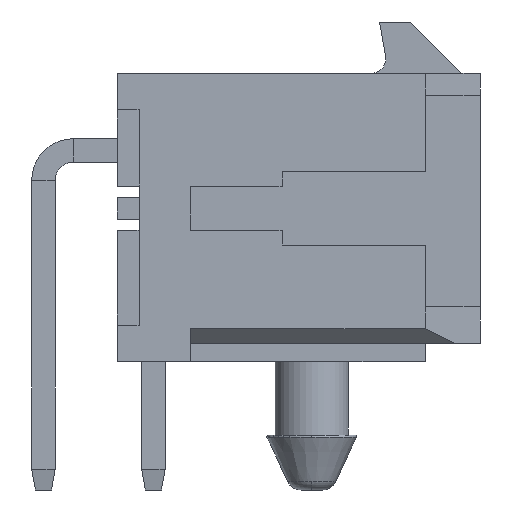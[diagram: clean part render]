
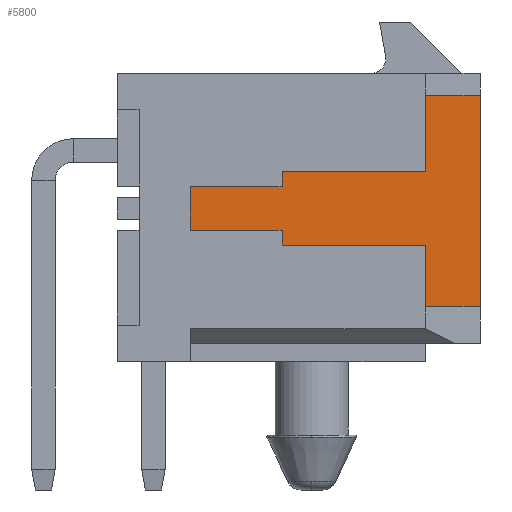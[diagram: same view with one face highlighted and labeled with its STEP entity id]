
A CAD part, left-side view. The second image highlights one B-rep face of the part: STEP entity #5800.
In plain terms, the highlighted planar face has unit normal (-1, 0, 0).
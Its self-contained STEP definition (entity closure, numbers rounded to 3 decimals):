
#189 = CARTESIAN_POINT ( 'NONE',  ( -1.825, -7.42, 6.77 ) ) ;
#351 = CARTESIAN_POINT ( 'NONE',  ( -1.825, -0.51, 4.285 ) ) ;
#376 = DIRECTION ( 'NONE',  ( 0., 1., 0. ) ) ;
#915 = CARTESIAN_POINT ( 'NONE',  ( -1.825, -1.01, 3.085 ) ) ;
#1026 = EDGE_CURVE ( 'NONE', #13972, #18776, #13126, .T. ) ;
#1498 = VECTOR ( 'NONE', #376, 1000. ) ;
#1614 = EDGE_CURVE ( 'NONE', #9913, #17524, #17243, .T. ) ;
#1888 = ORIENTED_EDGE ( 'NONE', *, *, #9970, .F. ) ;
#2111 = EDGE_CURVE ( 'NONE', #14614, #2265, #17266, .T. ) ;
#2135 = VECTOR ( 'NONE', #9906, 1000. ) ;
#2265 = VERTEX_POINT ( 'NONE', #351 ) ;
#2531 = CARTESIAN_POINT ( 'NONE',  ( -1.825, -7.42, 6.77 ) ) ;
#2758 = CARTESIAN_POINT ( 'NONE',  ( -1.825, -3.51, 2.685 ) ) ;
#2778 = ORIENTED_EDGE ( 'NONE', *, *, #13449, .T. ) ;
#3139 = ORIENTED_EDGE ( 'NONE', *, *, #12077, .F. ) ;
#3596 = CARTESIAN_POINT ( 'NONE',  ( -1.825, -7.42, 6.77 ) ) ;
#3694 = FACE_OUTER_BOUND ( 'NONE', #4487, .T. ) ;
#3757 = VECTOR ( 'NONE', #11105, 1000. ) ;
#4217 = CARTESIAN_POINT ( 'NONE',  ( -1.825, -0.51, 3.085 ) ) ;
#4279 = CARTESIAN_POINT ( 'NONE',  ( -1.825, -7.42, 6.77 ) ) ;
#4410 = EDGE_CURVE ( 'NONE', #14845, #16296, #11715, .T. ) ;
#4487 = EDGE_LOOP ( 'NONE', ( #18782, #2778, #11250, #17602, #12680, #5915, #10189, #3139, #1888, #9303, #4562, #16232 ) ) ;
#4562 = ORIENTED_EDGE ( 'NONE', *, *, #14085, .T. ) ;
#4691 = CARTESIAN_POINT ( 'NONE',  ( -1.825, -7.42, 4.685 ) ) ;
#4707 = CARTESIAN_POINT ( 'NONE',  ( -1.825, -3.51, 4.685 ) ) ;
#5108 = EDGE_CURVE ( 'NONE', #7692, #2265, #12324, .T. ) ;
#5528 = LINE ( 'NONE', #4279, #12471 ) ;
#5800 = ADVANCED_FACE ( 'NONE', ( #3694 ), #9492, .F. ) ;
#5853 = CARTESIAN_POINT ( 'NONE',  ( -1.825, -7.42, 6.77 ) ) ;
#5915 = ORIENTED_EDGE ( 'NONE', *, *, #13491, .T. ) ;
#6440 = CARTESIAN_POINT ( 'NONE',  ( -1.825, -7.42, 1. ) ) ;
#6468 = DIRECTION ( 'NONE',  ( 0., -1., 0. ) ) ;
#6583 = VERTEX_POINT ( 'NONE', #16149 ) ;
#7692 = VERTEX_POINT ( 'NONE', #4217 ) ;
#8021 = CARTESIAN_POINT ( 'NONE',  ( -1.825, -3.51, 2.685 ) ) ;
#8280 = CARTESIAN_POINT ( 'NONE',  ( -1.825, -3.51, 3.085 ) ) ;
#8483 = VECTOR ( 'NONE', #18439, 1000. ) ;
#8526 = VECTOR ( 'NONE', #11976, 1000. ) ;
#8871 = CARTESIAN_POINT ( 'NONE',  ( -1.825, -7.42, 1. ) ) ;
#8984 = VECTOR ( 'NONE', #16689, 1000. ) ;
#9303 = ORIENTED_EDGE ( 'NONE', *, *, #1026, .T. ) ;
#9322 = CARTESIAN_POINT ( 'NONE',  ( -1.825, -8.92, 6.77 ) ) ;
#9413 = VECTOR ( 'NONE', #14148, 1000. ) ;
#9475 = DIRECTION ( 'NONE',  ( 0., -1., 0. ) ) ;
#9492 = PLANE ( 'NONE',  #9568 ) ;
#9497 = LINE ( 'NONE', #3596, #13334 ) ;
#9554 = VERTEX_POINT ( 'NONE', #5853 ) ;
#9568 = AXIS2_PLACEMENT_3D ( 'NONE', #2531, #18320, #14051 ) ;
#9906 = DIRECTION ( 'NONE',  ( 0., 0., -1. ) ) ;
#9913 = VERTEX_POINT ( 'NONE', #8280 ) ;
#9970 = EDGE_CURVE ( 'NONE', #13972, #9554, #5528, .T. ) ;
#10189 = ORIENTED_EDGE ( 'NONE', *, *, #12524, .T. ) ;
#10430 = LINE ( 'NONE', #14716, #14271 ) ;
#10896 = CARTESIAN_POINT ( 'NONE',  ( -1.825, -0.51, 6.77 ) ) ;
#11105 = DIRECTION ( 'NONE',  ( 0., 0., -1. ) ) ;
#11233 = LINE ( 'NONE', #18441, #2135 ) ;
#11250 = ORIENTED_EDGE ( 'NONE', *, *, #1614, .T. ) ;
#11579 = CARTESIAN_POINT ( 'NONE',  ( -1.825, -7.42, 2.685 ) ) ;
#11715 = LINE ( 'NONE', #189, #8526 ) ;
#11837 = EDGE_CURVE ( 'NONE', #17524, #16296, #12935, .T. ) ;
#11861 = VECTOR ( 'NONE', #9475, 1000. ) ;
#11976 = DIRECTION ( 'NONE',  ( 0., 0., 1. ) ) ;
#12077 = EDGE_CURVE ( 'NONE', #9554, #16643, #9497, .T. ) ;
#12324 = LINE ( 'NONE', #10896, #8984 ) ;
#12409 = LINE ( 'NONE', #915, #16114 ) ;
#12471 = VECTOR ( 'NONE', #14354, 1000. ) ;
#12505 = DIRECTION ( 'NONE',  ( 0., -1., 0. ) ) ;
#12506 = CARTESIAN_POINT ( 'NONE',  ( -1.825, -3.51, 2.685 ) ) ;
#12524 = EDGE_CURVE ( 'NONE', #6583, #16643, #10430, .T. ) ;
#12680 = ORIENTED_EDGE ( 'NONE', *, *, #4410, .F. ) ;
#12935 = LINE ( 'NONE', #2758, #8483 ) ;
#13126 = LINE ( 'NONE', #17773, #1498 ) ;
#13282 = DIRECTION ( 'NONE',  ( 0., 0., 1. ) ) ;
#13334 = VECTOR ( 'NONE', #6468, 1000. ) ;
#13449 = EDGE_CURVE ( 'NONE', #7692, #9913, #12409, .T. ) ;
#13491 = EDGE_CURVE ( 'NONE', #14845, #6583, #15373, .T. ) ;
#13972 = VERTEX_POINT ( 'NONE', #4691 ) ;
#14051 = DIRECTION ( 'NONE',  ( 0., 1., 0. ) ) ;
#14085 = EDGE_CURVE ( 'NONE', #18776, #14614, #11233, .T. ) ;
#14102 = CARTESIAN_POINT ( 'NONE',  ( -1.825, -3.51, 4.285 ) ) ;
#14148 = DIRECTION ( 'NONE',  ( 0., 1., 0. ) ) ;
#14271 = VECTOR ( 'NONE', #13282, 1000. ) ;
#14354 = DIRECTION ( 'NONE',  ( 0., 0., 1. ) ) ;
#14614 = VERTEX_POINT ( 'NONE', #14102 ) ;
#14716 = CARTESIAN_POINT ( 'NONE',  ( -1.825, -8.92, 6.77 ) ) ;
#14845 = VERTEX_POINT ( 'NONE', #8871 ) ;
#15373 = LINE ( 'NONE', #6440, #11861 ) ;
#16114 = VECTOR ( 'NONE', #12505, 1000. ) ;
#16149 = CARTESIAN_POINT ( 'NONE',  ( -1.825, -8.92, 1. ) ) ;
#16232 = ORIENTED_EDGE ( 'NONE', *, *, #2111, .T. ) ;
#16296 = VERTEX_POINT ( 'NONE', #11579 ) ;
#16643 = VERTEX_POINT ( 'NONE', #9322 ) ;
#16689 = DIRECTION ( 'NONE',  ( 0., 0., 1. ) ) ;
#17088 = CARTESIAN_POINT ( 'NONE',  ( -1.825, -1.01, 4.285 ) ) ;
#17243 = LINE ( 'NONE', #12506, #3757 ) ;
#17266 = LINE ( 'NONE', #17088, #9413 ) ;
#17524 = VERTEX_POINT ( 'NONE', #8021 ) ;
#17602 = ORIENTED_EDGE ( 'NONE', *, *, #11837, .T. ) ;
#17773 = CARTESIAN_POINT ( 'NONE',  ( -1.825, -3.51, 4.685 ) ) ;
#18320 = DIRECTION ( 'NONE',  ( 1., 0., 0. ) ) ;
#18439 = DIRECTION ( 'NONE',  ( 0., -1., 0. ) ) ;
#18441 = CARTESIAN_POINT ( 'NONE',  ( -1.825, -3.51, 4.285 ) ) ;
#18776 = VERTEX_POINT ( 'NONE', #4707 ) ;
#18782 = ORIENTED_EDGE ( 'NONE', *, *, #5108, .F. ) ;
